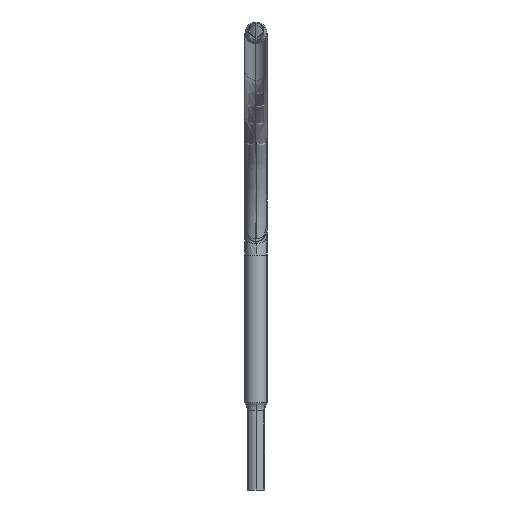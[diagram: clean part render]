
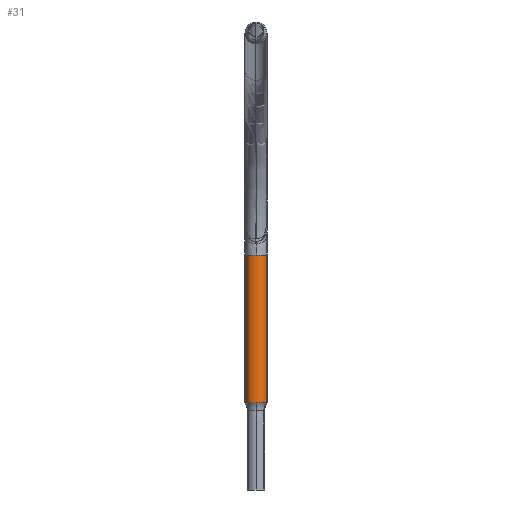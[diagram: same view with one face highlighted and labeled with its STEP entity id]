
A CAD part, left-side view. The second image highlights one B-rep face of the part: STEP entity #31.
In plain terms, the highlighted cylindrical face has radius 44.45 mm (diameter 88.9 mm), a partial arc.
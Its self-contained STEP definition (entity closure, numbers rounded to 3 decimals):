
#31 = ADVANCED_FACE ( 'NONE', ( #1415 ), #1031, .T. ) ;
#109 = AXIS2_PLACEMENT_3D ( 'NONE', #5015, #213, #4139 ) ;
#213 = DIRECTION ( 'NONE',  ( 0., -1., 0. ) ) ;
#357 = DIRECTION ( 'NONE',  ( 0., 1., 0. ) ) ;
#496 = DIRECTION ( 'NONE',  ( -1., 0., 0. ) ) ;
#513 = ORIENTED_EDGE ( 'NONE', *, *, #3432, .F. ) ;
#517 = CARTESIAN_POINT ( 'NONE',  ( 0., 594.101, -44.45 ) ) ;
#660 = EDGE_CURVE ( 'NONE', #3864, #2791, #3043, .T. ) ;
#995 = VERTEX_POINT ( 'NONE', #4527 ) ;
#1031 = CYLINDRICAL_SURFACE ( 'NONE', #3249, 44.45 ) ;
#1085 = EDGE_CURVE ( 'NONE', #995, #3239, #4743, .T. ) ;
#1159 = ORIENTED_EDGE ( 'NONE', *, *, #5001, .F. ) ;
#1162 = AXIS2_PLACEMENT_3D ( 'NONE', #2827, #4024, #496 ) ;
#1230 = CARTESIAN_POINT ( 'NONE',  ( -44.45, 594.101, 0. ) ) ;
#1289 = AXIS2_PLACEMENT_3D ( 'NONE', #1478, #3012, #4608 ) ;
#1415 = FACE_OUTER_BOUND ( 'NONE', #1713, .T. ) ;
#1466 = CARTESIAN_POINT ( 'NONE',  ( 0., 594.101, 44.45 ) ) ;
#1478 = CARTESIAN_POINT ( 'NONE',  ( 0., 0., 0. ) ) ;
#1713 = EDGE_LOOP ( 'NONE', ( #4114, #1159, #3640, #3024, #513, #3536 ) ) ;
#1795 = LINE ( 'NONE', #2241, #1800 ) ;
#1800 = VECTOR ( 'NONE', #3380, 1000. ) ;
#2104 = VERTEX_POINT ( 'NONE', #1230 ) ;
#2197 = CARTESIAN_POINT ( 'NONE',  ( 0., 0., -44.45 ) ) ;
#2211 = AXIS2_PLACEMENT_3D ( 'NONE', #2767, #357, #4618 ) ;
#2241 = CARTESIAN_POINT ( 'NONE',  ( 0., 0., 44.45 ) ) ;
#2249 = VECTOR ( 'NONE', #4613, 1000. ) ;
#2466 = CIRCLE ( 'NONE', #2211, 44.45 ) ;
#2767 = CARTESIAN_POINT ( 'NONE',  ( 0., 594.101, 0. ) ) ;
#2791 = VERTEX_POINT ( 'NONE', #517 ) ;
#2827 = CARTESIAN_POINT ( 'NONE',  ( 0., 594.101, 0. ) ) ;
#2897 = VERTEX_POINT ( 'NONE', #1466 ) ;
#3012 = DIRECTION ( 'NONE',  ( 0., -1., 0. ) ) ;
#3024 = ORIENTED_EDGE ( 'NONE', *, *, #4100, .T. ) ;
#3043 = LINE ( 'NONE', #2197, #2249 ) ;
#3055 = CARTESIAN_POINT ( 'NONE',  ( 0., 0., 0. ) ) ;
#3220 = CIRCLE ( 'NONE', #1162, 44.45 ) ;
#3239 = VERTEX_POINT ( 'NONE', #5058 ) ;
#3249 = AXIS2_PLACEMENT_3D ( 'NONE', #3055, #4271, #4972 ) ;
#3380 = DIRECTION ( 'NONE',  ( 0., 1., 0. ) ) ;
#3432 = EDGE_CURVE ( 'NONE', #2104, #2897, #2466, .T. ) ;
#3522 = CIRCLE ( 'NONE', #1289, 44.45 ) ;
#3536 = ORIENTED_EDGE ( 'NONE', *, *, #3871, .F. ) ;
#3640 = ORIENTED_EDGE ( 'NONE', *, *, #1085, .F. ) ;
#3705 = CARTESIAN_POINT ( 'NONE',  ( 0., 0., -44.45 ) ) ;
#3864 = VERTEX_POINT ( 'NONE', #3705 ) ;
#3871 = EDGE_CURVE ( 'NONE', #2791, #2104, #3220, .T. ) ;
#4024 = DIRECTION ( 'NONE',  ( 0., 1., 0. ) ) ;
#4100 = EDGE_CURVE ( 'NONE', #995, #2897, #1795, .T. ) ;
#4114 = ORIENTED_EDGE ( 'NONE', *, *, #660, .F. ) ;
#4139 = DIRECTION ( 'NONE',  ( 1., 0., 0. ) ) ;
#4271 = DIRECTION ( 'NONE',  ( 0., 1., 0. ) ) ;
#4527 = CARTESIAN_POINT ( 'NONE',  ( 0., 0., 44.45 ) ) ;
#4608 = DIRECTION ( 'NONE',  ( 1., 0., 0. ) ) ;
#4613 = DIRECTION ( 'NONE',  ( 0., 1., 0. ) ) ;
#4618 = DIRECTION ( 'NONE',  ( -1., 0., 0. ) ) ;
#4743 = CIRCLE ( 'NONE', #109, 44.45 ) ;
#4972 = DIRECTION ( 'NONE',  ( 0., 0., 1. ) ) ;
#5001 = EDGE_CURVE ( 'NONE', #3239, #3864, #3522, .T. ) ;
#5015 = CARTESIAN_POINT ( 'NONE',  ( 0., 0., 0. ) ) ;
#5058 = CARTESIAN_POINT ( 'NONE',  ( -44.45, 0., 0. ) ) ;
